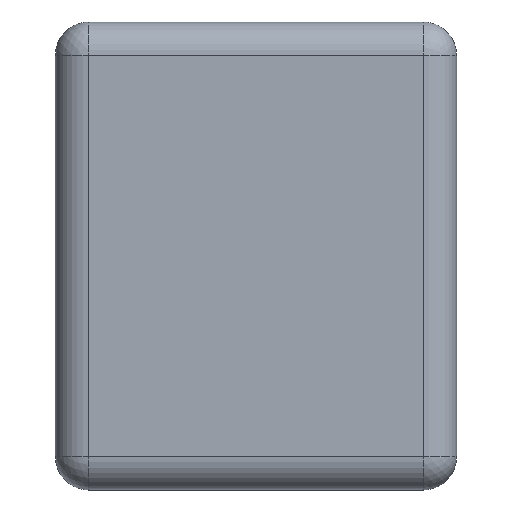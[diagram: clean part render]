
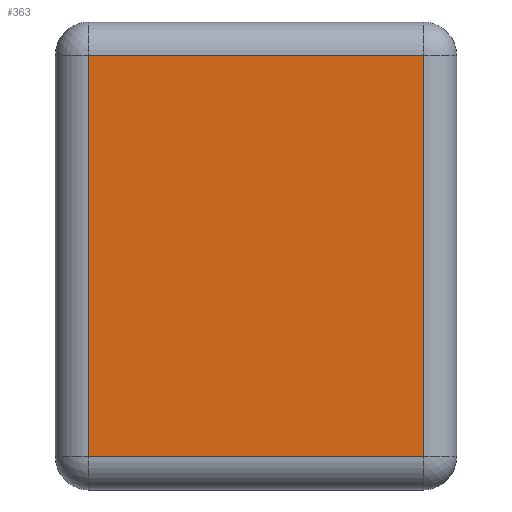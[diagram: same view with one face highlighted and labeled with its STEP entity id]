
A CAD part, left-side view. The second image highlights one B-rep face of the part: STEP entity #363.
In plain terms, the highlighted planar face has unit normal (-1, 0, 0).
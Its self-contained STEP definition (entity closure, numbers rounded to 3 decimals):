
#83=DIRECTION('',(0.,0.,1.));
#84=VECTOR('',#83,60.);
#85=CARTESIAN_POINT('',(-10.,55.,-30.));
#86=LINE('',#85,#84);
#87=DIRECTION('',(0.,-1.,0.));
#88=VECTOR('',#87,50.);
#89=CARTESIAN_POINT('',(-10.,55.,30.));
#90=LINE('',#89,#88);
#91=DIRECTION('',(0.,0.,-1.));
#92=VECTOR('',#91,60.);
#93=CARTESIAN_POINT('',(-10.,5.,30.));
#94=LINE('',#93,#92);
#95=DIRECTION('',(0.,-1.,0.));
#96=VECTOR('',#95,50.);
#97=CARTESIAN_POINT('',(-10.,55.,-30.));
#98=LINE('',#97,#96);
#177=CARTESIAN_POINT('',(-10.,55.,-30.));
#178=CARTESIAN_POINT('',(-10.,55.,30.));
#179=VERTEX_POINT('',#177);
#180=VERTEX_POINT('',#178);
#189=CARTESIAN_POINT('',(-10.,5.,-30.));
#190=VERTEX_POINT('',#189);
#191=CARTESIAN_POINT('',(-10.,5.,30.));
#192=VERTEX_POINT('',#191);
#350=CARTESIAN_POINT('',(-10.,0.,-35.));
#351=DIRECTION('',(-1.,0.,0.));
#352=DIRECTION('',(0.,0.,1.));
#353=AXIS2_PLACEMENT_3D('',#350,#351,#352);
#354=PLANE('',#353);
#355=ORIENTED_EDGE('',*,*,#340,.T.);
#356=ORIENTED_EDGE('',*,*,#289,.T.);
#358=ORIENTED_EDGE('',*,*,#357,.T.);
#360=ORIENTED_EDGE('',*,*,#359,.F.);
#361=EDGE_LOOP('',(#355,#356,#358,#360));
#362=FACE_OUTER_BOUND('',#361,.F.);
#363=ADVANCED_FACE('',(#362),#354,.T.);
#289=EDGE_CURVE('',#180,#192,#90,.T.);
#340=EDGE_CURVE('',#179,#180,#86,.T.);
#357=EDGE_CURVE('',#192,#190,#94,.T.);
#359=EDGE_CURVE('',#179,#190,#98,.T.);
